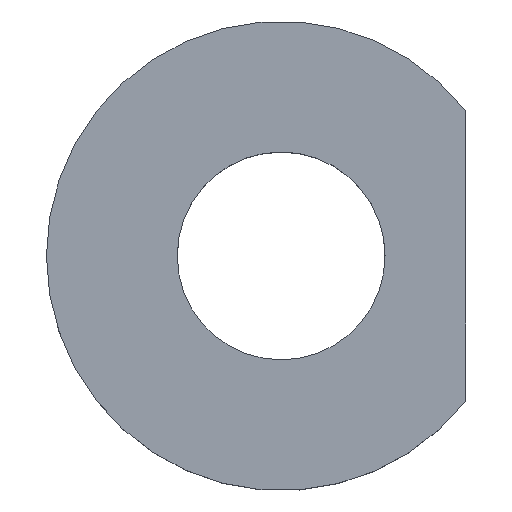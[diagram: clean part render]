
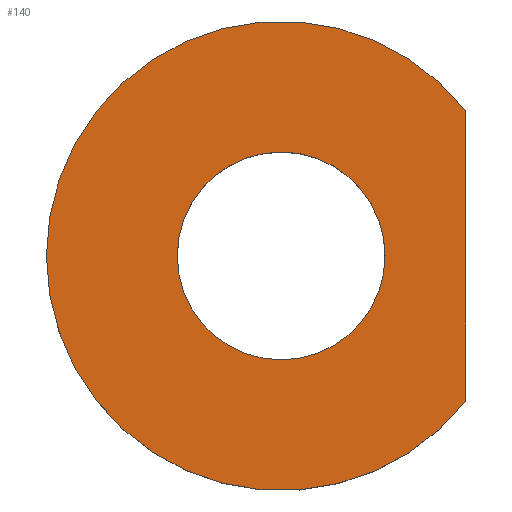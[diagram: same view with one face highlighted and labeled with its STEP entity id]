
A CAD part, top view. The second image highlights one B-rep face of the part: STEP entity #140.
In plain terms, the highlighted planar face has unit normal (0, 0, 1).
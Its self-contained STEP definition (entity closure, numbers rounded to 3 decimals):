
#61=CARTESIAN_POINT('Vertex',(5.5,0.,2.5)) ;
#66=CARTESIAN_POINT('Line Origine',(5.5,-2.165,2.5)) ;
#70=CARTESIAN_POINT('Vertex',(5.5,-4.33,2.5)) ;
#92=CARTESIAN_POINT('Axis2P3D Location',(0.,0.,2.5)) ;
#97=CARTESIAN_POINT('Axis2P3D Location',(0.,0.,2.5)) ;
#101=CARTESIAN_POINT('Vertex',(5.5,4.33,2.5)) ;
#103=CARTESIAN_POINT('Vertex',(-7.,0.,2.5)) ;
#106=CARTESIAN_POINT('Axis2P3D Location',(0.,0.,2.5)) ;
#111=CARTESIAN_POINT('Line Origine',(5.5,2.165,2.5)) ;
#122=CARTESIAN_POINT('Axis2P3D Location',(0.,0.,2.5)) ;
#126=CARTESIAN_POINT('Vertex',(-3.1,0.,2.5)) ;
#128=CARTESIAN_POINT('Vertex',(3.1,0.,2.5)) ;
#131=CARTESIAN_POINT('Axis2P3D Location',(0.,0.,2.5)) ;
#67=DIRECTION('Vector Direction',(0.,1.,0.)) ;
#93=DIRECTION('Axis2P3D Direction',(0.,0.,1.)) ;
#94=DIRECTION('Axis2P3D XDirection',(1.,0.,0.)) ;
#98=DIRECTION('Axis2P3D Direction',(0.,0.,1.)) ;
#107=DIRECTION('Axis2P3D Direction',(0.,0.,1.)) ;
#112=DIRECTION('Vector Direction',(0.,-1.,0.)) ;
#123=DIRECTION('Axis2P3D Direction',(0.,0.,1.)) ;
#132=DIRECTION('Axis2P3D Direction',(0.,0.,1.)) ;
#95=AXIS2_PLACEMENT_3D('Plane Axis2P3D',#92,#93,#94) ;
#99=AXIS2_PLACEMENT_3D('Circle Axis2P3D',#97,#98,$) ;
#108=AXIS2_PLACEMENT_3D('Circle Axis2P3D',#106,#107,$) ;
#124=AXIS2_PLACEMENT_3D('Circle Axis2P3D',#122,#123,$) ;
#133=AXIS2_PLACEMENT_3D('Circle Axis2P3D',#131,#132,$) ;
#117=ORIENTED_EDGE('',*,*,#105,.T.) ;
#118=ORIENTED_EDGE('',*,*,#110,.T.) ;
#119=ORIENTED_EDGE('',*,*,#72,.F.) ;
#120=ORIENTED_EDGE('',*,*,#115,.F.) ;
#137=ORIENTED_EDGE('',*,*,#130,.F.) ;
#138=ORIENTED_EDGE('',*,*,#135,.F.) ;
#139=FACE_BOUND('',#136,.T.) ;
#68=VECTOR('Line Direction',#67,1.) ;
#113=VECTOR('Line Direction',#112,1.) ;
#140=ADVANCED_FACE('Corps principal',(#121,#139),#96,.T.) ;
#100=CIRCLE('generated circle',#99,7.) ;
#109=CIRCLE('generated circle',#108,7.) ;
#125=CIRCLE('generated circle',#124,3.1) ;
#134=CIRCLE('generated circle',#133,3.1) ;
#72=EDGE_CURVE('',#62,#71,#69,.F.) ;
#105=EDGE_CURVE('',#102,#104,#100,.T.) ;
#110=EDGE_CURVE('',#104,#71,#109,.T.) ;
#115=EDGE_CURVE('',#102,#62,#114,.T.) ;
#130=EDGE_CURVE('',#127,#129,#125,.T.) ;
#135=EDGE_CURVE('',#129,#127,#134,.T.) ;
#116=EDGE_LOOP('',(#117,#118,#119,#120)) ;
#136=EDGE_LOOP('',(#137,#138)) ;
#121=FACE_OUTER_BOUND('',#116,.T.) ;
#69=LINE('Line',#66,#68) ;
#114=LINE('Line',#111,#113) ;
#96=PLANE('',#95) ;
#62=VERTEX_POINT('',#61) ;
#71=VERTEX_POINT('',#70) ;
#102=VERTEX_POINT('',#101) ;
#104=VERTEX_POINT('',#103) ;
#127=VERTEX_POINT('',#126) ;
#129=VERTEX_POINT('',#128) ;
